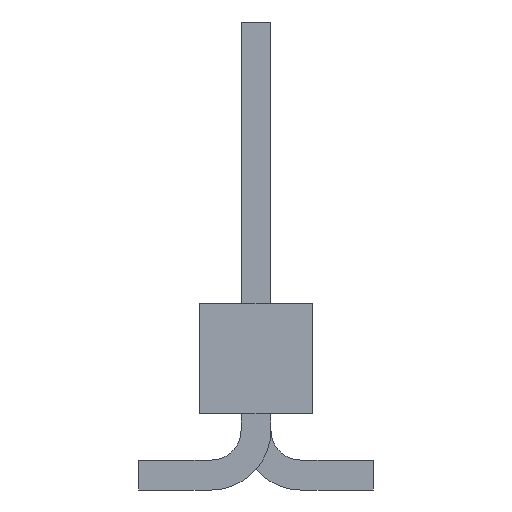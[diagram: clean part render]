
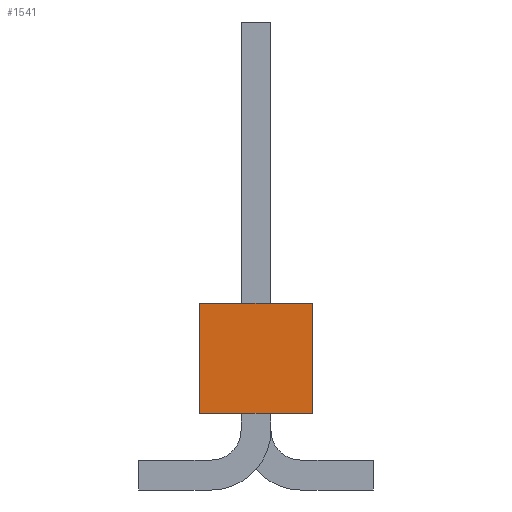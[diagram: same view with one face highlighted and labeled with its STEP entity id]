
A CAD part, left-side view. The second image highlights one B-rep face of the part: STEP entity #1541.
In plain terms, the highlighted planar face has unit normal (-1, 0, 0).
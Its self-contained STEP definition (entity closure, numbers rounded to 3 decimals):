
#134=DIRECTION('',(0.,-1.,0.));
#135=VECTOR('',#134,2.337);
#136=CARTESIAN_POINT('',(-4.877,1.168,0.));
#137=LINE('',#136,#135);
#138=DIRECTION('',(0.,0.,-1.));
#139=VECTOR('',#138,2.286);
#140=CARTESIAN_POINT('',(-4.877,-1.168,0.));
#141=LINE('',#140,#139);
#142=DIRECTION('',(0.,1.,0.));
#143=VECTOR('',#142,2.337);
#144=CARTESIAN_POINT('',(-4.877,-1.168,-2.286));
#145=LINE('',#144,#143);
#146=DIRECTION('',(0.,0.,1.));
#147=VECTOR('',#146,2.286);
#148=CARTESIAN_POINT('',(-4.877,1.168,-2.286));
#149=LINE('',#148,#147);
#1182=CARTESIAN_POINT('',(-4.877,1.168,0.));
#1183=CARTESIAN_POINT('',(-4.877,-1.168,0.));
#1184=VERTEX_POINT('',#1182);
#1185=VERTEX_POINT('',#1183);
#1186=CARTESIAN_POINT('',(-4.877,-1.168,-2.286));
#1187=VERTEX_POINT('',#1186);
#1188=CARTESIAN_POINT('',(-4.877,1.168,-2.286));
#1189=VERTEX_POINT('',#1188);
#1526=CARTESIAN_POINT('',(-4.877,0.,0.));
#1527=DIRECTION('',(1.,0.,0.));
#1528=DIRECTION('',(0.,-1.,0.));
#1529=AXIS2_PLACEMENT_3D('',#1526,#1527,#1528);
#1530=PLANE('',#1529);
#1532=ORIENTED_EDGE('',*,*,#1531,.T.);
#1534=ORIENTED_EDGE('',*,*,#1533,.T.);
#1536=ORIENTED_EDGE('',*,*,#1535,.T.);
#1538=ORIENTED_EDGE('',*,*,#1537,.T.);
#1539=EDGE_LOOP('',(#1532,#1534,#1536,#1538));
#1540=FACE_OUTER_BOUND('',#1539,.F.);
#1531=EDGE_CURVE('',#1184,#1185,#137,.T.);
#1533=EDGE_CURVE('',#1185,#1187,#141,.T.);
#1535=EDGE_CURVE('',#1187,#1189,#145,.T.);
#1537=EDGE_CURVE('',#1189,#1184,#149,.T.);
#1541=ADVANCED_FACE('',(#1540),#1530,.F.);
